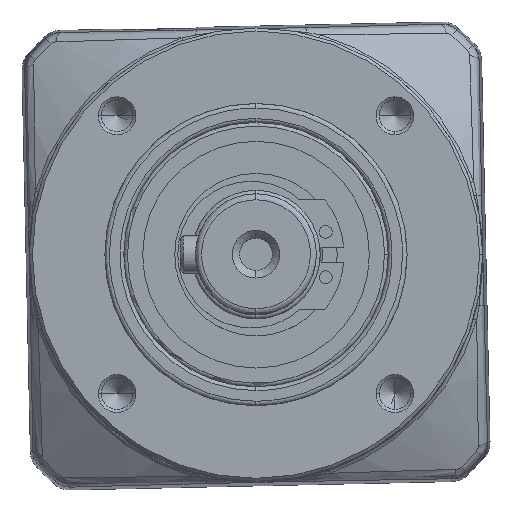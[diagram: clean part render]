
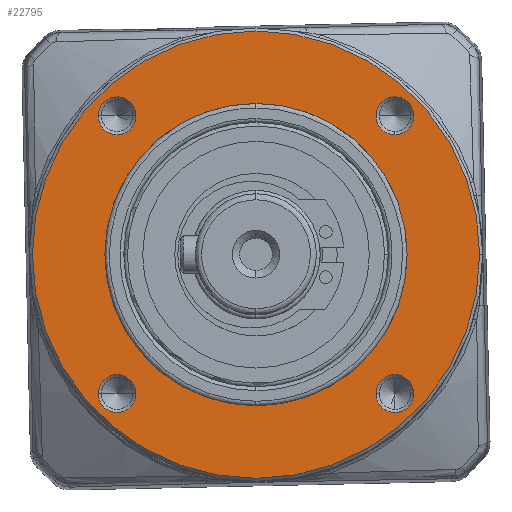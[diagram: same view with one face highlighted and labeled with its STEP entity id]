
A CAD part, top view. The second image highlights one B-rep face of the part: STEP entity #22795.
In plain terms, the highlighted planar face has unit normal (0, 0, 1).
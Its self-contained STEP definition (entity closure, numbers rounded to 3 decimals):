
#64 = CIRCLE ( 'NONE', #9230, 2.5 ) ;
#327 = DIRECTION ( 'NONE',  ( 0., 0., -1. ) ) ;
#448 = ORIENTED_EDGE ( 'NONE', *, *, #5642, .T. ) ;
#643 = DIRECTION ( 'NONE',  ( 0., 0., -1. ) ) ;
#1098 = AXIS2_PLACEMENT_3D ( 'NONE', #20825, #20821, #20792 ) ;
#1190 = CARTESIAN_POINT ( 'NONE',  ( 29.6, 0., 25.5 ) ) ;
#1377 = EDGE_CURVE ( 'NONE', #12840, #9508, #14423, .T. ) ;
#2375 = VERTEX_POINT ( 'NONE', #1190 ) ;
#2419 = DIRECTION ( 'NONE',  ( 0., 0., -1. ) ) ;
#2517 = DIRECTION ( 'NONE',  ( -1., 0., 0. ) ) ;
#2731 = CARTESIAN_POINT ( 'NONE',  ( 18.385, 15.885, 25.5 ) ) ;
#3032 = CARTESIAN_POINT ( 'NONE',  ( 0., 0., 25.5 ) ) ;
#3223 = CIRCLE ( 'NONE', #25525, 2.5 ) ;
#3345 = CARTESIAN_POINT ( 'NONE',  ( 18.385, 20.885, 25.5 ) ) ;
#5019 = CIRCLE ( 'NONE', #6755, 2.5 ) ;
#5147 = CARTESIAN_POINT ( 'NONE',  ( -18.385, -18.385, 25.5 ) ) ;
#5350 = DIRECTION ( 'NONE',  ( -1., 0., 0. ) ) ;
#5410 = DIRECTION ( 'NONE',  ( 0., 0., -1. ) ) ;
#5422 = CARTESIAN_POINT ( 'NONE',  ( 0., 0., 25.5 ) ) ;
#5568 = DIRECTION ( 'NONE',  ( -1., 0., 0. ) ) ;
#5642 = EDGE_CURVE ( 'NONE', #9508, #12840, #6774, .T. ) ;
#6125 = VERTEX_POINT ( 'NONE', #12517 ) ;
#6261 = EDGE_CURVE ( 'NONE', #30528, #31900, #13747, .T. ) ;
#6430 = PLANE ( 'NONE',  #20767 ) ;
#6539 = DIRECTION ( 'NONE',  ( 0., 0., 1. ) ) ;
#6755 = AXIS2_PLACEMENT_3D ( 'NONE', #15584, #643, #18044 ) ;
#6774 = CIRCLE ( 'NONE', #17140, 2.5 ) ;
#7149 = CARTESIAN_POINT ( 'NONE',  ( -20.885, 18.385, 25.5 ) ) ;
#7644 = DIRECTION ( 'NONE',  ( 1., 0., 0. ) ) ;
#7848 = AXIS2_PLACEMENT_3D ( 'NONE', #3032, #20332, #5568 ) ;
#7981 = FACE_BOUND ( 'NONE', #24359, .T. ) ;
#8205 = ORIENTED_EDGE ( 'NONE', *, *, #17285, .F. ) ;
#8287 = ORIENTED_EDGE ( 'NONE', *, *, #6261, .T. ) ;
#8358 = CARTESIAN_POINT ( 'NONE',  ( -20., 0., 25.5 ) ) ;
#8405 = EDGE_LOOP ( 'NONE', ( #15196, #8205 ) ) ;
#8816 = CARTESIAN_POINT ( 'NONE',  ( -29.6, 0., 25.5 ) ) ;
#8855 = ORIENTED_EDGE ( 'NONE', *, *, #31515, .T. ) ;
#9230 = AXIS2_PLACEMENT_3D ( 'NONE', #5147, #22328, #7644 ) ;
#9248 = EDGE_CURVE ( 'NONE', #6125, #14187, #14479, .T. ) ;
#9508 = VERTEX_POINT ( 'NONE', #7149 ) ;
#9796 = CIRCLE ( 'NONE', #11573, 29.6 ) ;
#10945 = CIRCLE ( 'NONE', #7848, 20. ) ;
#11573 = AXIS2_PLACEMENT_3D ( 'NONE', #15274, #327, #17754 ) ;
#11637 = DIRECTION ( 'NONE',  ( 1., 0., 0. ) ) ;
#11645 = DIRECTION ( 'NONE',  ( 0., 0., -1. ) ) ;
#11677 = CARTESIAN_POINT ( 'NONE',  ( -18.385, -18.385, 25.5 ) ) ;
#11885 = VERTEX_POINT ( 'NONE', #29723 ) ;
#12026 = DIRECTION ( 'NONE',  ( 1., 0., 0. ) ) ;
#12051 = DIRECTION ( 'NONE',  ( 0., 0., -1. ) ) ;
#12093 = CARTESIAN_POINT ( 'NONE',  ( 18.385, -18.385, 25.5 ) ) ;
#12205 = AXIS2_PLACEMENT_3D ( 'NONE', #12093, #12051, #12026 ) ;
#12517 = CARTESIAN_POINT ( 'NONE',  ( 20.885, -18.385, 25.5 ) ) ;
#12739 = FACE_BOUND ( 'NONE', #22027, .T. ) ;
#12840 = VERTEX_POINT ( 'NONE', #15666 ) ;
#13747 = CIRCLE ( 'NONE', #24584, 2.5 ) ;
#13765 = EDGE_CURVE ( 'NONE', #14187, #6125, #3223, .T. ) ;
#14187 = VERTEX_POINT ( 'NONE', #21632 ) ;
#14423 = CIRCLE ( 'NONE', #1098, 2.5 ) ;
#14479 = CIRCLE ( 'NONE', #12205, 2.5 ) ;
#14508 = AXIS2_PLACEMENT_3D ( 'NONE', #17335, #2419, #19727 ) ;
#15151 = CIRCLE ( 'NONE', #31114, 29.6 ) ;
#15196 = ORIENTED_EDGE ( 'NONE', *, *, #28902, .F. ) ;
#15274 = CARTESIAN_POINT ( 'NONE',  ( 0., 0., 25.5 ) ) ;
#15584 = CARTESIAN_POINT ( 'NONE',  ( 18.385, 18.385, 25.5 ) ) ;
#15666 = CARTESIAN_POINT ( 'NONE',  ( -15.885, 18.385, 25.5 ) ) ;
#17140 = AXIS2_PLACEMENT_3D ( 'NONE', #23758, #23749, #23676 ) ;
#17232 = CIRCLE ( 'NONE', #14508, 2.5 ) ;
#17285 = EDGE_CURVE ( 'NONE', #2375, #26544, #15151, .T. ) ;
#17335 = CARTESIAN_POINT ( 'NONE',  ( 18.385, 18.385, 25.5 ) ) ;
#17374 = ORIENTED_EDGE ( 'NONE', *, *, #27448, .T. ) ;
#17444 = DIRECTION ( 'NONE',  ( 0., 0., -1. ) ) ;
#17754 = DIRECTION ( 'NONE',  ( -1., 0., 0. ) ) ;
#18044 = DIRECTION ( 'NONE',  ( 0., -1., 0. ) ) ;
#18286 = CARTESIAN_POINT ( 'NONE',  ( 0., 0., 25.5 ) ) ;
#18457 = ORIENTED_EDGE ( 'NONE', *, *, #13765, .T. ) ;
#18937 = EDGE_LOOP ( 'NONE', ( #18970, #20426 ) ) ;
#18970 = ORIENTED_EDGE ( 'NONE', *, *, #25340, .T. ) ;
#19265 = FACE_BOUND ( 'NONE', #18937, .T. ) ;
#19727 = DIRECTION ( 'NONE',  ( 0., -1., 0. ) ) ;
#19845 = FACE_BOUND ( 'NONE', #31249, .T. ) ;
#20332 = DIRECTION ( 'NONE',  ( 0., 0., -1. ) ) ;
#20426 = ORIENTED_EDGE ( 'NONE', *, *, #24543, .T. ) ;
#20767 = AXIS2_PLACEMENT_3D ( 'NONE', #21251, #6539, #23658 ) ;
#20792 = DIRECTION ( 'NONE',  ( 1., 0., 0. ) ) ;
#20821 = DIRECTION ( 'NONE',  ( 0., 0., -1. ) ) ;
#20825 = CARTESIAN_POINT ( 'NONE',  ( -18.385, 18.385, 25.5 ) ) ;
#21251 = CARTESIAN_POINT ( 'NONE',  ( 0., 0., 25.5 ) ) ;
#21632 = CARTESIAN_POINT ( 'NONE',  ( 15.885, -18.385, 25.5 ) ) ;
#22027 = EDGE_LOOP ( 'NONE', ( #8855, #17374 ) ) ;
#22328 = DIRECTION ( 'NONE',  ( 0., 0., -1. ) ) ;
#22623 = CARTESIAN_POINT ( 'NONE',  ( -15.885, -18.385, 25.5 ) ) ;
#22757 = FACE_BOUND ( 'NONE', #27480, .T. ) ;
#22795 = ADVANCED_FACE ( 'NONE', ( #19265, #29980, #12739, #22757, #19845, #7981 ), #6430, .T. ) ;
#23527 = AXIS2_PLACEMENT_3D ( 'NONE', #18286, #17444, #2517 ) ;
#23658 = DIRECTION ( 'NONE',  ( 1., 0., 0. ) ) ;
#23676 = DIRECTION ( 'NONE',  ( 1., 0., 0. ) ) ;
#23749 = DIRECTION ( 'NONE',  ( 0., 0., -1. ) ) ;
#23758 = CARTESIAN_POINT ( 'NONE',  ( -18.385, 18.385, 25.5 ) ) ;
#24359 = EDGE_LOOP ( 'NONE', ( #31322, #18457 ) ) ;
#24543 = EDGE_CURVE ( 'NONE', #11885, #30288, #10945, .T. ) ;
#24584 = AXIS2_PLACEMENT_3D ( 'NONE', #11677, #11645, #11637 ) ;
#25073 = ORIENTED_EDGE ( 'NONE', *, *, #1377, .T. ) ;
#25118 = CIRCLE ( 'NONE', #23527, 20. ) ;
#25340 = EDGE_CURVE ( 'NONE', #30288, #11885, #25118, .T. ) ;
#25525 = AXIS2_PLACEMENT_3D ( 'NONE', #30215, #30177, #30173 ) ;
#26054 = EDGE_CURVE ( 'NONE', #31900, #30528, #64, .T. ) ;
#26544 = VERTEX_POINT ( 'NONE', #8816 ) ;
#26752 = CARTESIAN_POINT ( 'NONE',  ( -20.885, -18.385, 25.5 ) ) ;
#27256 = ORIENTED_EDGE ( 'NONE', *, *, #26054, .T. ) ;
#27448 = EDGE_CURVE ( 'NONE', #30295, #28878, #5019, .T. ) ;
#27480 = EDGE_LOOP ( 'NONE', ( #25073, #448 ) ) ;
#28878 = VERTEX_POINT ( 'NONE', #2731 ) ;
#28902 = EDGE_CURVE ( 'NONE', #26544, #2375, #9796, .T. ) ;
#29723 = CARTESIAN_POINT ( 'NONE',  ( 20., 0., 25.5 ) ) ;
#29980 = FACE_OUTER_BOUND ( 'NONE', #8405, .T. ) ;
#30173 = DIRECTION ( 'NONE',  ( 1., 0., 0. ) ) ;
#30177 = DIRECTION ( 'NONE',  ( 0., 0., -1. ) ) ;
#30215 = CARTESIAN_POINT ( 'NONE',  ( 18.385, -18.385, 25.5 ) ) ;
#30288 = VERTEX_POINT ( 'NONE', #8358 ) ;
#30295 = VERTEX_POINT ( 'NONE', #3345 ) ;
#30528 = VERTEX_POINT ( 'NONE', #26752 ) ;
#31114 = AXIS2_PLACEMENT_3D ( 'NONE', #5422, #5410, #5350 ) ;
#31249 = EDGE_LOOP ( 'NONE', ( #27256, #8287 ) ) ;
#31322 = ORIENTED_EDGE ( 'NONE', *, *, #9248, .T. ) ;
#31515 = EDGE_CURVE ( 'NONE', #28878, #30295, #17232, .T. ) ;
#31900 = VERTEX_POINT ( 'NONE', #22623 ) ;
